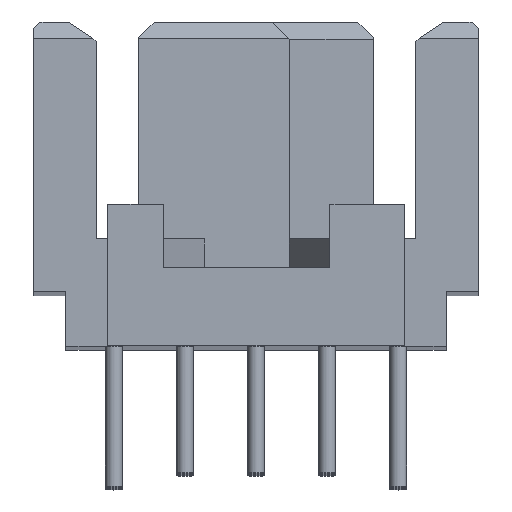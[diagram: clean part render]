
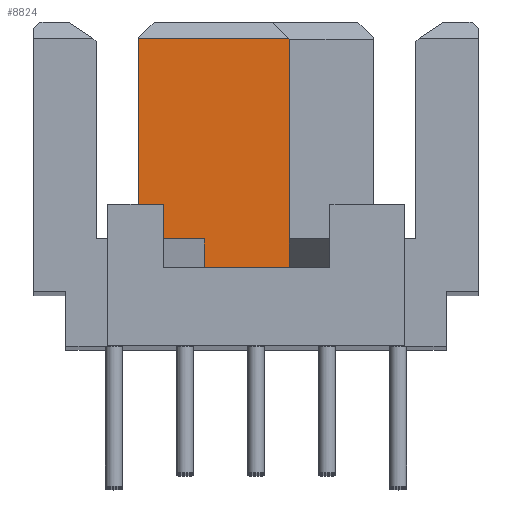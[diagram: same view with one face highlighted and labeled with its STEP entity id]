
A CAD part, top view. The second image highlights one B-rep face of the part: STEP entity #8824.
In plain terms, the highlighted planar face has unit normal (0, 0, 1).
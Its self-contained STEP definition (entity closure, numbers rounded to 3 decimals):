
#5075=LINE('',#25776,#6413);
#5079=LINE('',#25785,#6417);
#5202=LINE('',#26026,#6540);
#5204=LINE('',#26030,#6542);
#5206=LINE('',#26034,#6544);
#5208=LINE('',#26038,#6546);
#5209=LINE('',#26041,#6547);
#5210=LINE('',#26043,#6548);
#5211=LINE('',#26044,#6549);
#6413=VECTOR('',#22062,1.);
#6417=VECTOR('',#22068,1.);
#6540=VECTOR('',#22277,1.);
#6542=VECTOR('',#22281,1.);
#6544=VECTOR('',#22285,1.);
#6546=VECTOR('',#22289,1.);
#6547=VECTOR('',#22290,1.);
#6548=VECTOR('',#22291,1.);
#6549=VECTOR('',#22292,1.);
#7254=PLANE('',#18581);
#7958=FACE_OUTER_BOUND('',#10701,.T.);
#8824=ADVANCED_FACE('',(#7958),#7254,.T.);
#10701=EDGE_LOOP('',(#13975,#13976,#13977,#13978,#13979,#13980,#13981,#13982,
#13983));
#13975=ORIENTED_EDGE('',*,*,#17062,.T.);
#13976=ORIENTED_EDGE('',*,*,#17063,.T.);
#13977=ORIENTED_EDGE('',*,*,#17064,.F.);
#13978=ORIENTED_EDGE('',*,*,#17060,.T.);
#13979=ORIENTED_EDGE('',*,*,#17058,.F.);
#13980=ORIENTED_EDGE('',*,*,#17056,.T.);
#13981=ORIENTED_EDGE('',*,*,#16929,.F.);
#13982=ORIENTED_EDGE('',*,*,#16933,.F.);
#13983=ORIENTED_EDGE('',*,*,#17065,.T.);
#15323=VERTEX_POINT('',#25775);
#15324=VERTEX_POINT('',#25777);
#15327=VERTEX_POINT('',#25784);
#15403=VERTEX_POINT('',#26027);
#15404=VERTEX_POINT('',#26031);
#15405=VERTEX_POINT('',#26035);
#15406=VERTEX_POINT('',#26039);
#15407=VERTEX_POINT('',#26040);
#15408=VERTEX_POINT('',#26042);
#16929=EDGE_CURVE('',#15323,#15324,#5075,.T.);
#16933=EDGE_CURVE('',#15327,#15323,#5079,.T.);
#17056=EDGE_CURVE('',#15403,#15324,#5202,.T.);
#17058=EDGE_CURVE('',#15403,#15404,#5204,.T.);
#17060=EDGE_CURVE('',#15405,#15404,#5206,.T.);
#17062=EDGE_CURVE('',#15406,#15407,#5208,.T.);
#17063=EDGE_CURVE('',#15407,#15408,#5209,.T.);
#17064=EDGE_CURVE('',#15405,#15408,#5210,.T.);
#17065=EDGE_CURVE('',#15327,#15406,#5211,.T.);
#18581=AXIS2_PLACEMENT_3D('',#26045,#22293,#22294);
#22062=DIRECTION('',(0.,1.,0.));
#22068=DIRECTION('',(-1.,0.,0.));
#22277=DIRECTION('',(-1.,0.,0.));
#22281=DIRECTION('',(0.707,-0.707,0.));
#22285=DIRECTION('',(0.,1.,0.));
#22289=DIRECTION('',(1.,0.,0.));
#22290=DIRECTION('',(0.,1.,0.));
#22291=DIRECTION('',(-1.,0.,0.));
#22292=DIRECTION('',(0.,-1.,0.));
#22293=DIRECTION('',(0.,0.,1.));
#22294=DIRECTION('',(1.,0.,0.));
#25775=CARTESIAN_POINT('',(-31.064,29.472,84.975));
#25776=CARTESIAN_POINT('',(-31.064,29.542,84.975));
#25777=CARTESIAN_POINT('',(-31.064,36.637,84.975));
#25784=CARTESIAN_POINT('',(-28.713,29.472,84.975));
#25785=CARTESIAN_POINT('',(-28.728,29.472,84.975));
#26026=CARTESIAN_POINT('',(-35.664,36.637,84.975));
#26027=CARTESIAN_POINT('',(-25.689,36.637,84.975));
#26030=CARTESIAN_POINT('',(-25.664,36.612,84.975));
#26031=CARTESIAN_POINT('',(-25.664,36.612,84.975));
#26034=CARTESIAN_POINT('',(-25.664,29.542,84.975));
#26035=CARTESIAN_POINT('',(-25.664,29.472,84.975));
#26038=CARTESIAN_POINT('',(-28.728,28.442,84.975));
#26039=CARTESIAN_POINT('',(-28.713,28.442,84.975));
#26040=CARTESIAN_POINT('',(-25.679,28.442,84.975));
#26041=CARTESIAN_POINT('',(-25.679,25.062,84.975));
#26042=CARTESIAN_POINT('',(-25.679,29.472,84.975));
#26043=CARTESIAN_POINT('',(-35.664,29.472,84.975));
#26044=CARTESIAN_POINT('',(-28.713,25.062,84.975));
#26045=CARTESIAN_POINT('',(-35.664,25.062,84.975));
